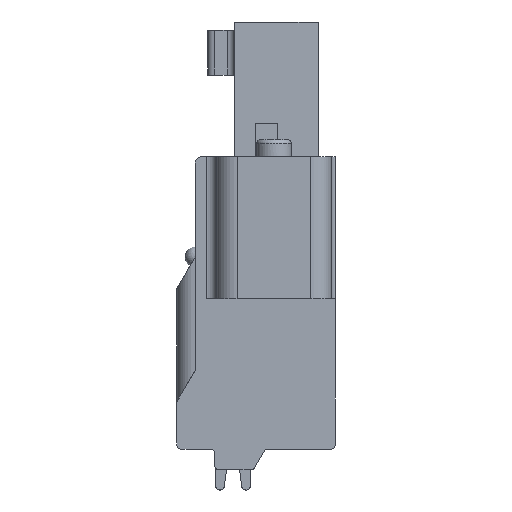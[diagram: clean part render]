
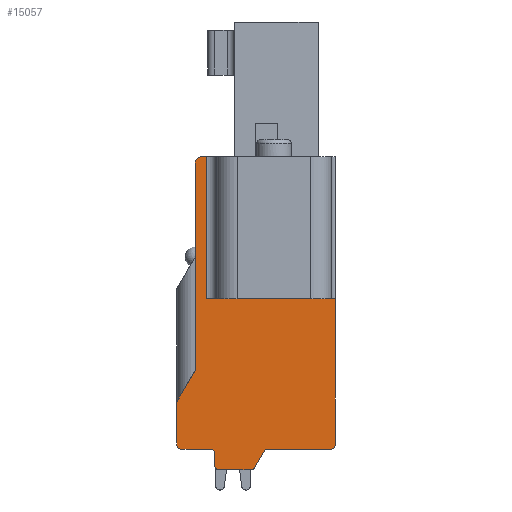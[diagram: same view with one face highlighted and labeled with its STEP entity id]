
A CAD part, front view. The second image highlights one B-rep face of the part: STEP entity #15057.
In plain terms, the highlighted planar face has unit normal (0, -1, 0).
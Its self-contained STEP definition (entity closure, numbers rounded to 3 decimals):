
#94=DIRECTION('',(-1.,0.,0.));
#95=VECTOR('',#94,0.25);
#96=CARTESIAN_POINT('',(-6.3,-11.43,0.));
#97=LINE('',#96,#95);
#1717=DIRECTION('',(0.,0.,-1.));
#1718=VECTOR('',#1717,10.141);
#1719=CARTESIAN_POINT('',(-6.85,-11.43,
-0.3));
#1720=LINE('',#1719,#1718);
#1901=DIRECTION('',(0.,0.,-1.));
#1902=VECTOR('',#1901,2.1);
#1903=CARTESIAN_POINT('',(-7.75,-11.43,-12.));
#1904=LINE('',#1903,#1902);
#1917=DIRECTION('',(1.,0.,0.));
#1918=VECTOR('',#1917,1.45);
#1919=CARTESIAN_POINT('',(-7.55,-11.43,-14.3));
#1920=LINE('',#1919,#1918);
#1925=DIRECTION('',(1.,0.,0.));
#1926=VECTOR('',#1925,3.107);
#1927=CARTESIAN_POINT('',(-3.307,-11.43,-14.3));
#1928=LINE('',#1927,#1926);
#2189=DIRECTION('',(0.,0.,1.));
#2190=VECTOR('',#2189,7.15);
#2191=CARTESIAN_POINT('',(0.,-11.43,-14.1));
#2192=LINE('',#2191,#2190);
#2670=DIRECTION('',(1.,0.,0.));
#2671=VECTOR('',#2670,6.3);
#2672=CARTESIAN_POINT('',(-6.3,-11.43,-6.95));
#2673=LINE('',#2672,#2671);
#2674=CARTESIAN_POINT('',(-0.2,-11.43,-14.1));
#2675=DIRECTION('',(0.,1.,0.));
#2676=DIRECTION('',(1.,0.,0.));
#2677=AXIS2_PLACEMENT_3D('',#2674,#2675,#2676);
#2679=CARTESIAN_POINT('',(-3.307,-11.43,-14.5));
#2680=DIRECTION('',(0.,-1.,0.));
#2681=DIRECTION('',(0.,0.,1.));
#2682=AXIS2_PLACEMENT_3D('',#2679,#2680,#2681);
#2684=DIRECTION('',(-0.5,0.,-0.866));
#2685=VECTOR('',#2684,0.924);
#2686=CARTESIAN_POINT('',(-3.48,-11.43,
-14.4));
#2687=LINE('',#2686,#2685);
#2688=CARTESIAN_POINT('',(-4.115,-11.43,-15.1));
#2689=DIRECTION('',(0.,1.,0.));
#2690=DIRECTION('',(0.866,0.,-0.5));
#2691=AXIS2_PLACEMENT_3D('',#2688,#2689,#2690);
#2693=CARTESIAN_POINT('',(-5.7,-11.43,-15.1));
#2694=DIRECTION('',(0.,1.,0.));
#2695=DIRECTION('',(0.,0.,-1.));
#2696=AXIS2_PLACEMENT_3D('',#2693,#2694,#2695);
#2698=CARTESIAN_POINT('',(-6.1,-11.43,-14.5));
#2699=DIRECTION('',(0.,-1.,0.));
#2700=DIRECTION('',(1.,0.,0.));
#2701=AXIS2_PLACEMENT_3D('',#2698,#2699,#2700);
#2703=CARTESIAN_POINT('',(-7.55,-11.43,-14.1));
#2704=DIRECTION('',(0.,1.,0.));
#2705=DIRECTION('',(0.,0.,-1.));
#2706=AXIS2_PLACEMENT_3D('',#2703,#2704,#2705);
#2708=DIRECTION('',(0.5,0.,0.866));
#2709=VECTOR('',#2708,1.8);
#2710=CARTESIAN_POINT('',(-7.75,-11.43,-12.));
#2711=LINE('',#2710,#2709);
#2712=CARTESIAN_POINT('',(-6.55,-11.43,-0.3));
#2713=DIRECTION('',(0.,1.,0.));
#2714=DIRECTION('',(-1.,0.,0.));
#2715=AXIS2_PLACEMENT_3D('',#2712,#2713,#2714);
#2721=DIRECTION('',(0.,0.,1.));
#2722=VECTOR('',#2721,6.95);
#2723=CARTESIAN_POINT('',(-6.3,-11.43,-6.95));
#2724=LINE('',#2723,#2722);
#3007=DIRECTION('',(0.,0.,-1.));
#3008=VECTOR('',#3007,0.6);
#3009=CARTESIAN_POINT('',(-5.9,-11.43,-14.5));
#3010=LINE('',#3009,#3008);
#3019=DIRECTION('',(1.,0.,0.));
#3020=VECTOR('',#3019,1.585);
#3021=CARTESIAN_POINT('',(-5.7,-11.43,-15.3));
#3022=LINE('',#3021,#3020);
#9149=CARTESIAN_POINT('',(-6.3,-11.43,0.));
#9150=VERTEX_POINT('',#9149);
#9151=CARTESIAN_POINT('',(-6.55,-11.43,0.));
#9152=VERTEX_POINT('',#9151);
#9249=CARTESIAN_POINT('',(0.,-11.43,-14.1));
#9250=CARTESIAN_POINT('',(0.,-11.43,-6.95));
#9251=VERTEX_POINT('',#9249);
#9252=VERTEX_POINT('',#9250);
#9253=CARTESIAN_POINT('',(-0.2,-11.43,-14.3));
#9254=VERTEX_POINT('',#9253);
#9255=CARTESIAN_POINT('',(-7.55,-11.43,-14.3));
#9256=CARTESIAN_POINT('',(-6.1,-11.43,-14.3));
#9257=VERTEX_POINT('',#9255);
#9258=VERTEX_POINT('',#9256);
#9263=CARTESIAN_POINT('',(-3.307,-11.43,-14.3));
#9264=VERTEX_POINT('',#9263);
#9844=CARTESIAN_POINT('',(-7.75,-11.43,-14.1));
#9845=VERTEX_POINT('',#9844);
#9856=CARTESIAN_POINT('',(-7.75,-11.43,-12.));
#9857=VERTEX_POINT('',#9856);
#9896=CARTESIAN_POINT('',(-6.85,-11.43,
-0.3));
#9897=VERTEX_POINT('',#9896);
#9898=CARTESIAN_POINT('',(-6.85,-11.43,
-10.441));
#9899=VERTEX_POINT('',#9898);
#10216=CARTESIAN_POINT('',(-6.3,-11.43,-6.95));
#10217=VERTEX_POINT('',#10216);
#10218=CARTESIAN_POINT('',(-3.48,-11.43,
-14.4));
#10219=VERTEX_POINT('',#10218);
#10220=CARTESIAN_POINT('',(-3.942,-11.43,
-15.2));
#10221=VERTEX_POINT('',#10220);
#10222=CARTESIAN_POINT('',(-4.115,-11.43,-15.3));
#10223=VERTEX_POINT('',#10222);
#10224=CARTESIAN_POINT('',(-5.7,-11.43,-15.3));
#10225=VERTEX_POINT('',#10224);
#10226=CARTESIAN_POINT('',(-5.9,-11.43,-15.1));
#10227=VERTEX_POINT('',#10226);
#10228=CARTESIAN_POINT('',(-5.9,-11.43,-14.5));
#10229=VERTEX_POINT('',#10228);
#15020=CARTESIAN_POINT('',(0.,-11.43,0.));
#15021=DIRECTION('',(0.,1.,0.));
#15022=DIRECTION('',(1.,0.,0.));
#15023=AXIS2_PLACEMENT_3D('',#15020,#15021,#15022);
#15024=PLANE('',#15023);
#15026=ORIENTED_EDGE('',*,*,#15025,.F.);
#15028=ORIENTED_EDGE('',*,*,#15027,.T.);
#15029=ORIENTED_EDGE('',*,*,#14424,.F.);
#15030=ORIENTED_EDGE('',*,*,#14408,.T.);
#15031=ORIENTED_EDGE('',*,*,#14143,.F.);
#15033=ORIENTED_EDGE('',*,*,#15032,.T.);
#15035=ORIENTED_EDGE('',*,*,#15034,.T.);
#15037=ORIENTED_EDGE('',*,*,#15036,.T.);
#15039=ORIENTED_EDGE('',*,*,#15038,.F.);
#15041=ORIENTED_EDGE('',*,*,#15040,.T.);
#15043=ORIENTED_EDGE('',*,*,#15042,.F.);
#15045=ORIENTED_EDGE('',*,*,#15044,.T.);
#15046=ORIENTED_EDGE('',*,*,#14135,.F.);
#15047=ORIENTED_EDGE('',*,*,#14112,.T.);
#15048=ORIENTED_EDGE('',*,*,#14097,.F.);
#15050=ORIENTED_EDGE('',*,*,#15049,.T.);
#15051=ORIENTED_EDGE('',*,*,#13861,.F.);
#15053=ORIENTED_EDGE('',*,*,#15052,.T.);
#15054=ORIENTED_EDGE('',*,*,#11816,.F.);
#15055=EDGE_LOOP('',(#15026,#15028,#15029,#15030,#15031,#15033,#15035,#15037,
#15039,#15041,#15043,#15045,#15046,#15047,#15048,#15050,#15051,#15053,#15054));
#15056=FACE_OUTER_BOUND('',#15055,.F.);
#2678=CIRCLE('',#2677,0.2);
#2683=CIRCLE('',#2682,0.2);
#2692=CIRCLE('',#2691,0.2);
#2697=CIRCLE('',#2696,0.2);
#2702=CIRCLE('',#2701,0.2);
#2707=CIRCLE('',#2706,0.2);
#2716=CIRCLE('',#2715,0.3);
#11816=EDGE_CURVE('',#9150,#9152,#97,.T.);
#13861=EDGE_CURVE('',#9897,#9899,#1720,.T.);
#14097=EDGE_CURVE('',#9857,#9845,#1904,.T.);
#14112=EDGE_CURVE('',#9257,#9845,#2707,.T.);
#14135=EDGE_CURVE('',#9257,#9258,#1920,.T.);
#14143=EDGE_CURVE('',#9264,#9254,#1928,.T.);
#14408=EDGE_CURVE('',#9251,#9254,#2678,.T.);
#14424=EDGE_CURVE('',#9251,#9252,#2192,.T.);
#15025=EDGE_CURVE('',#10217,#9150,#2724,.T.);
#15027=EDGE_CURVE('',#10217,#9252,#2673,.T.);
#15032=EDGE_CURVE('',#9264,#10219,#2683,.T.);
#15034=EDGE_CURVE('',#10219,#10221,#2687,.T.);
#15036=EDGE_CURVE('',#10221,#10223,#2692,.T.);
#15038=EDGE_CURVE('',#10225,#10223,#3022,.T.);
#15040=EDGE_CURVE('',#10225,#10227,#2697,.T.);
#15042=EDGE_CURVE('',#10229,#10227,#3010,.T.);
#15044=EDGE_CURVE('',#10229,#9258,#2702,.T.);
#15049=EDGE_CURVE('',#9857,#9899,#2711,.T.);
#15052=EDGE_CURVE('',#9897,#9152,#2716,.T.);
#15057=ADVANCED_FACE('',(#15056),#15024,.F.);
